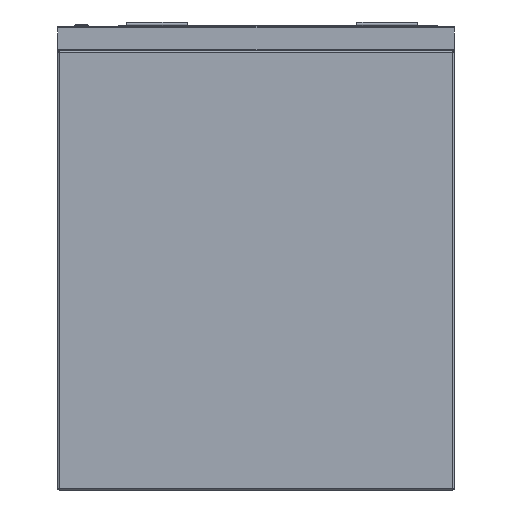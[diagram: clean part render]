
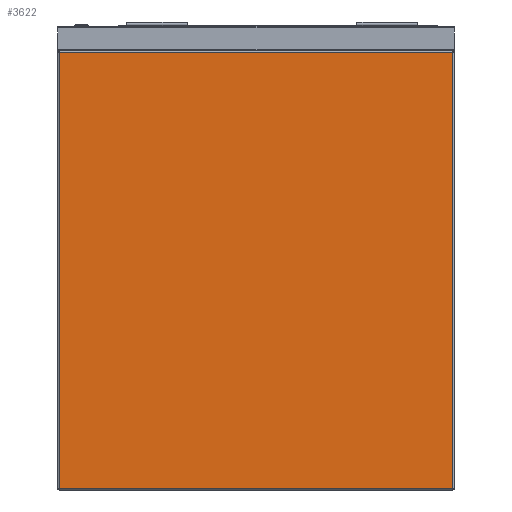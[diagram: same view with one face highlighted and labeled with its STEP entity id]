
A CAD part, left-side view. The second image highlights one B-rep face of the part: STEP entity #3622.
In plain terms, the highlighted planar face has unit normal (-1, 0, 0).
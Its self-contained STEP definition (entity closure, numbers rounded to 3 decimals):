
#842 = CARTESIAN_POINT ( 'NONE',  ( -515., 323., -42. ) ) ;
#1239 = FACE_OUTER_BOUND ( 'NONE', #7501, .T. ) ;
#1252 = CARTESIAN_POINT ( 'NONE',  ( -515., -323., -758. ) ) ;
#2407 = CARTESIAN_POINT ( 'NONE',  ( -515., 323., -760. ) ) ;
#2418 = LINE ( 'NONE', #14529, #11818 ) ;
#2521 = DIRECTION ( 'NONE',  ( 0., 1., 0. ) ) ;
#3347 = VERTEX_POINT ( 'NONE', #842 ) ;
#3622 = ADVANCED_FACE ( 'Fl�che7', ( #1239 ), #7622, .T. ) ;
#5371 = EDGE_CURVE ( 'NONE', #13602, #10858, #16520, .T. ) ;
#6595 = VECTOR ( 'NONE', #15690, 1000. ) ;
#6656 = AXIS2_PLACEMENT_3D ( 'NONE', #12263, #9021, #19545 ) ;
#7035 = EDGE_CURVE ( 'NONE', #10858, #3347, #2418, .T. ) ;
#7501 = EDGE_LOOP ( 'NONE', ( #16776, #19013, #14611, #10883 ) ) ;
#7622 = PLANE ( 'NONE',  #6656 ) ;
#7670 = VECTOR ( 'NONE', #9086, 1000. ) ;
#7731 = CARTESIAN_POINT ( 'NONE',  ( -515., 323., -758. ) ) ;
#9007 = VERTEX_POINT ( 'NONE', #7731 ) ;
#9021 = DIRECTION ( 'NONE',  ( -1., 0., 0. ) ) ;
#9086 = DIRECTION ( 'NONE',  ( 0., 0., 1. ) ) ;
#9741 = CARTESIAN_POINT ( 'NONE',  ( -515., -325., -758. ) ) ;
#10858 = VERTEX_POINT ( 'NONE', #18813 ) ;
#10883 = ORIENTED_EDGE ( 'NONE', *, *, #11746, .T. ) ;
#11434 = DIRECTION ( 'NONE',  ( 0., 0., -1. ) ) ;
#11746 = EDGE_CURVE ( 'NONE', #9007, #13602, #14304, .T. ) ;
#11818 = VECTOR ( 'NONE', #2521, 1000. ) ;
#12263 = CARTESIAN_POINT ( 'NONE',  ( -515., -325., -760. ) ) ;
#13530 = CARTESIAN_POINT ( 'NONE',  ( -515., -323., -760. ) ) ;
#13602 = VERTEX_POINT ( 'NONE', #1252 ) ;
#14304 = LINE ( 'NONE', #9741, #6595 ) ;
#14529 = CARTESIAN_POINT ( 'NONE',  ( -515., 325., -42. ) ) ;
#14611 = ORIENTED_EDGE ( 'NONE', *, *, #16416, .T. ) ;
#15690 = DIRECTION ( 'NONE',  ( 0., -1., 0. ) ) ;
#16416 = EDGE_CURVE ( 'NONE', #3347, #9007, #17382, .T. ) ;
#16520 = LINE ( 'NONE', #13530, #7670 ) ;
#16776 = ORIENTED_EDGE ( 'NONE', *, *, #5371, .T. ) ;
#16814 = VECTOR ( 'NONE', #11434, 1000. ) ;
#17382 = LINE ( 'NONE', #2407, #16814 ) ;
#18813 = CARTESIAN_POINT ( 'NONE',  ( -515., -323., -42. ) ) ;
#19013 = ORIENTED_EDGE ( 'NONE', *, *, #7035, .T. ) ;
#19545 = DIRECTION ( 'NONE',  ( 0., 0., 1. ) ) ;
